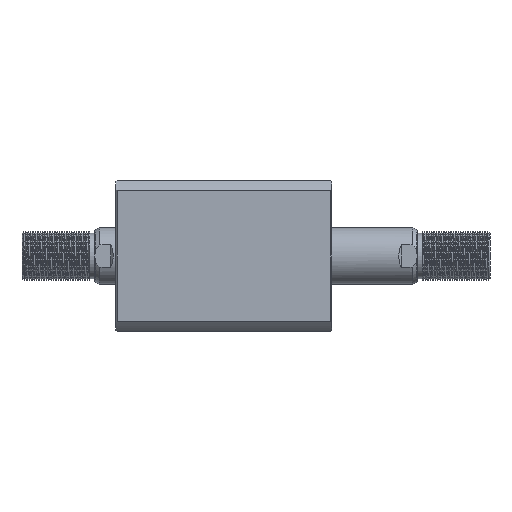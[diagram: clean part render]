
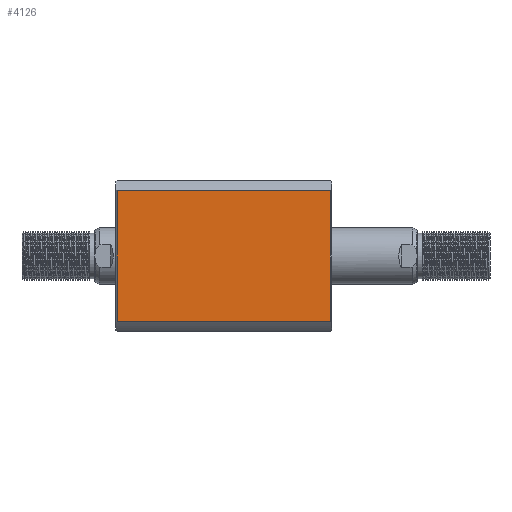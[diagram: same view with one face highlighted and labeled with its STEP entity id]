
A CAD part, left-side view. The second image highlights one B-rep face of the part: STEP entity #4126.
In plain terms, the highlighted planar face has unit normal (-1, 0, 0).
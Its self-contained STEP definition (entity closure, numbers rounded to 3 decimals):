
#195 = VECTOR ( 'NONE', #551, 1000. ) ;
#551 = DIRECTION ( 'NONE',  ( 0., -1., 0. ) ) ;
#719 = AXIS2_PLACEMENT_3D ( 'NONE', #6788, #21369, #10433 ) ;
#783 = LINE ( 'NONE', #7792, #195 ) ;
#981 = EDGE_CURVE ( 'NONE', #2287, #13065, #13901, .T. ) ;
#2287 = VERTEX_POINT ( 'NONE', #17165 ) ;
#2792 = VECTOR ( 'NONE', #4702, 1000. ) ;
#2875 = CARTESIAN_POINT ( 'NONE',  ( -47., 47., 133. ) ) ;
#4126 = ADVANCED_FACE ( 'NONE', ( #22368 ), #19519, .F. ) ;
#4348 = EDGE_LOOP ( 'NONE', ( #14799, #5752, #7145, #19404 ) ) ;
#4702 = DIRECTION ( 'NONE',  ( 0., 1., 0. ) ) ;
#4775 = VECTOR ( 'NONE', #19884, 1000. ) ;
#5752 = ORIENTED_EDGE ( 'NONE', *, *, #13210, .T. ) ;
#6178 = VECTOR ( 'NONE', #9572, 1000. ) ;
#6788 = CARTESIAN_POINT ( 'NONE',  ( -47., 47., 134. ) ) ;
#7145 = ORIENTED_EDGE ( 'NONE', *, *, #14506, .F. ) ;
#7155 = CARTESIAN_POINT ( 'NONE',  ( -47., -40.435, 300. ) ) ;
#7169 = VERTEX_POINT ( 'NONE', #9478 ) ;
#7792 = CARTESIAN_POINT ( 'NONE',  ( -47., 47., 1. ) ) ;
#9478 = CARTESIAN_POINT ( 'NONE',  ( -47., 40.435, 133. ) ) ;
#9572 = DIRECTION ( 'NONE',  ( 0., 0., 1. ) ) ;
#10433 = DIRECTION ( 'NONE',  ( 0., 1., 0. ) ) ;
#11014 = LINE ( 'NONE', #13017, #6178 ) ;
#12010 = VERTEX_POINT ( 'NONE', #20670 ) ;
#13017 = CARTESIAN_POINT ( 'NONE',  ( -47., 40.435, 300. ) ) ;
#13065 = VERTEX_POINT ( 'NONE', #22386 ) ;
#13068 = EDGE_CURVE ( 'NONE', #12010, #13065, #783, .T. ) ;
#13210 = EDGE_CURVE ( 'NONE', #2287, #7169, #17325, .T. ) ;
#13901 = LINE ( 'NONE', #7155, #4775 ) ;
#14506 = EDGE_CURVE ( 'NONE', #12010, #7169, #11014, .T. ) ;
#14799 = ORIENTED_EDGE ( 'NONE', *, *, #981, .F. ) ;
#17165 = CARTESIAN_POINT ( 'NONE',  ( -47., -40.435, 133. ) ) ;
#17325 = LINE ( 'NONE', #2875, #2792 ) ;
#19404 = ORIENTED_EDGE ( 'NONE', *, *, #13068, .T. ) ;
#19519 = PLANE ( 'NONE',  #719 ) ;
#19884 = DIRECTION ( 'NONE',  ( 0., 0., -1. ) ) ;
#20670 = CARTESIAN_POINT ( 'NONE',  ( -47., 40.435, 1. ) ) ;
#21369 = DIRECTION ( 'NONE',  ( 1., 0., 0. ) ) ;
#22368 = FACE_OUTER_BOUND ( 'NONE', #4348, .T. ) ;
#22386 = CARTESIAN_POINT ( 'NONE',  ( -47., -40.435, 1. ) ) ;
